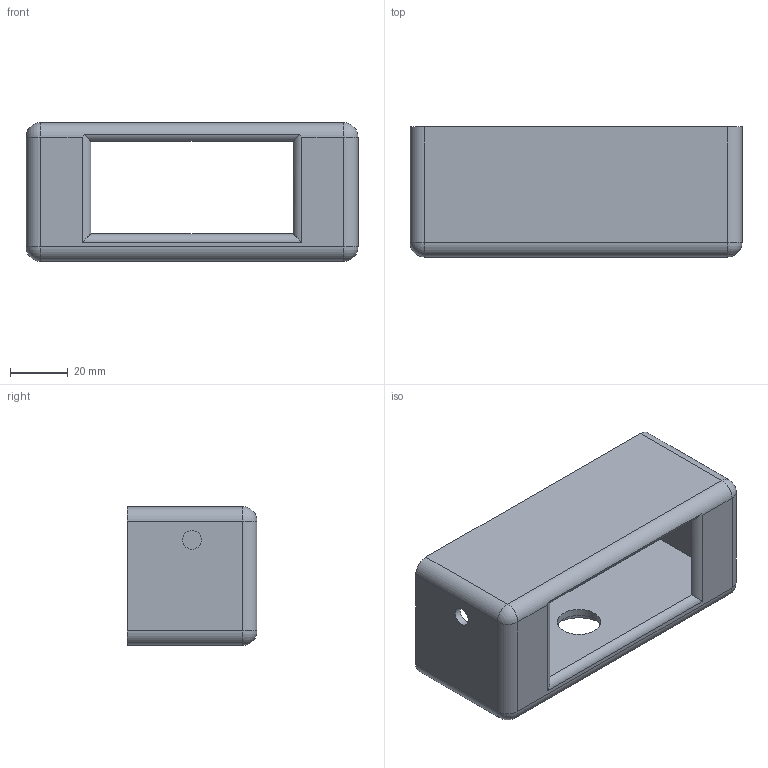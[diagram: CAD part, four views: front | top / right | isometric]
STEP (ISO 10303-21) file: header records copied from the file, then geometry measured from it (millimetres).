
FILE_DESCRIPTION(/* description */ ('STEP AP242','CAx-IF Rec.Pracs.---Representation and Presentation of Product Manufacturing Information (PMI)---4.0---2014-10-13','CAx-IF Rec.Pracs.---3D Tessellated Geometry---0.4---2014-09-14','2;1'),/* implementation_level */ '2;1');
FILE_NAME(/* name */ '64212573026cf313d95404a5',/* time_stamp */ '2023-03-27T05:11:16+00:00',/* author */ (''),/* organization */ (''),/* preprocessor_version */ 'ST-DEVELOPER v18.102',/* originating_system */ ' ',/* authorisation */ ' ');
FILE_SCHEMA (('AP242_MANAGED_MODEL_BASED_3D_ENGINEERING_MIM_LF { 1 0 10303 442 1 1 4 }'));
Length unit declared in the file: metre
Products named in the file (1): Part 2
Bounding box: 115 x 45 x 48 mm (x, y, z)
Volume: 51253.8 mm3; surface area: 33043.4 mm2
Topology: 1 solids, 1 shells, 31 faces, 77 edges, 45 vertices
Faces by surface type: cylinder 15, plane 12, sphere 4
Full cylindrical faces by diameter (mm): 6.5 x1, 15 x1, 20.5 x1
Entity records: 897 total; most frequent: DIRECTION 157, CARTESIAN_POINT 151, ORIENTED_EDGE 138, EDGE_CURVE 69, AXIS2_PLACEMENT_3D 58, VERTEX_POINT 44, LINE 41, VECTOR 41
